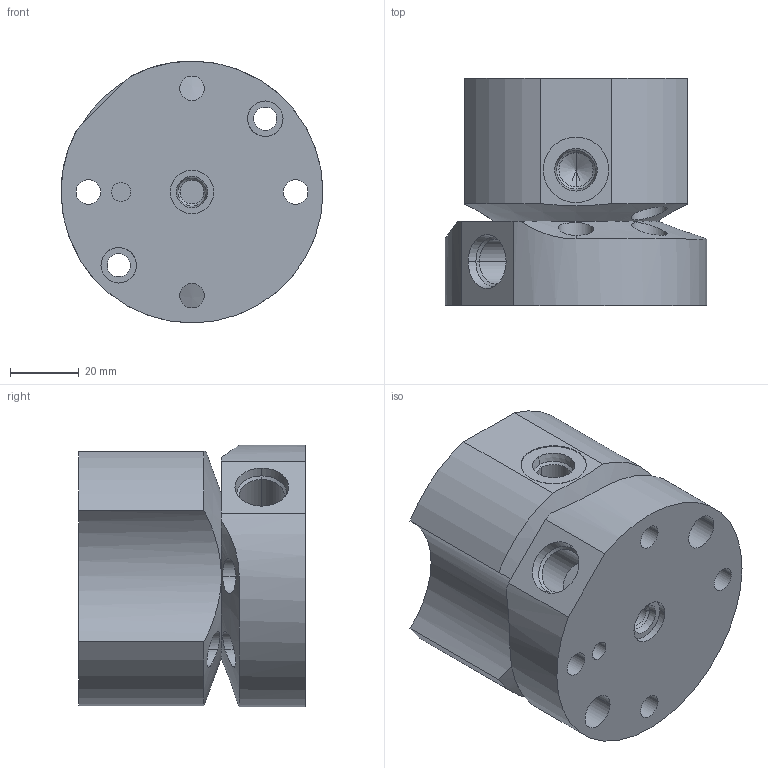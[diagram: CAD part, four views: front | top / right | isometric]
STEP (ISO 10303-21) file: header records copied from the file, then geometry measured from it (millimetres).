
FILE_DESCRIPTION((''),'2;1');
FILE_NAME('ILC32126101','2012-07-01T',('jdw'),(''),'PRO/ENGINEER BY PARAMETRIC TECHNOLOGY CORPORATION, 2007460','PRO/ENGINEER BY PARAMETRIC TECHNOLOGY CORPORATION, 2007460','');
FILE_SCHEMA(('AUTOMOTIVE_DESIGN_CC2 { 1 2 10303 214 -1 1 5 2 }'));
Length unit declared in the file: inch
Products named in the file (1): ILC32126101
Bounding box: 76.2 x 65.99 x 76.2 mm (x, y, z)
Volume: 232465.5 mm3; surface area: 35825.7 mm2
Topology: 1 solids, 1 shells, 98 faces, 226 edges, 141 vertices
Faces by surface type: cylinder 56, cone 23, plane 19
Entity records: 3224 total; most frequent: CARTESIAN_POINT 822, DIRECTION 498, ORIENTED_EDGE 444, EDGE_CURVE 222, AXIS2_PLACEMENT_3D 207, VERTEX_POINT 141, EDGE_LOOP 129, CIRCLE 109
